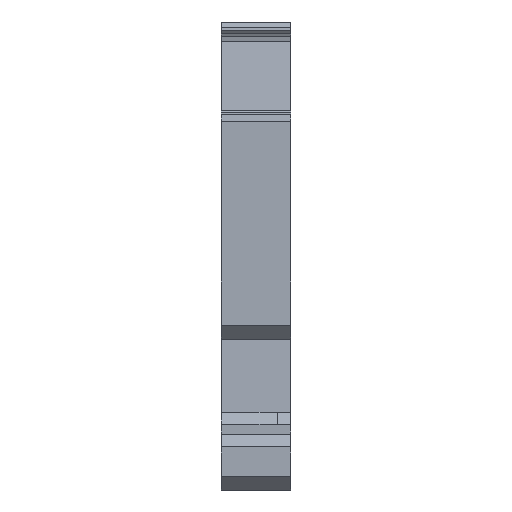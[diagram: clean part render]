
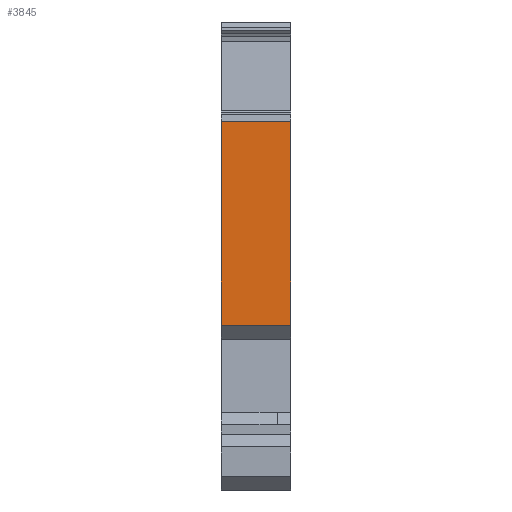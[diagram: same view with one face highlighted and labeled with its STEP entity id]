
A CAD part, left-side view. The second image highlights one B-rep face of the part: STEP entity #3845.
In plain terms, the highlighted free-form (B-spline) face has degree [1, 1] with [2, 2] control points.
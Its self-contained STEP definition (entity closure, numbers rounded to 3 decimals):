
#3766=CARTESIAN_POINT('',(-19.343,-5.2,21.717));
#3767=VERTEX_POINT('',#3766);
#3774=CARTESIAN_POINT('',(-19.343,-10.4,21.717));
#3775=VERTEX_POINT('',#3774);
#3776=CARTESIAN_POINT('',(-19.343,-10.4,21.717));
#3777=CARTESIAN_POINT('',(-19.343,-5.2,21.717));
#3778=B_SPLINE_CURVE_WITH_KNOTS('',1,(#3776,#3777),.POLYLINE_FORM.,.F.,.U.,(2,2),(0.,1.),.UNSPECIFIED.);
#3779=EDGE_CURVE('',#3775,#3767,#3778,.T.);
#3795=CARTESIAN_POINT('',(-19.343,-10.4,6.4));
#3796=VERTEX_POINT('',#3795);
#3797=CARTESIAN_POINT('',(-19.343,-5.2,6.4));
#3798=VERTEX_POINT('',#3797);
#3799=CARTESIAN_POINT('',(-19.343,-10.4,6.4));
#3800=CARTESIAN_POINT('',(-19.343,-5.2,6.4));
#3801=B_SPLINE_CURVE_WITH_KNOTS('',1,(#3799,#3800),.POLYLINE_FORM.,.F.,.U.,(2,2),(0.,1.),.UNSPECIFIED.);
#3802=EDGE_CURVE('',#3796,#3798,#3801,.T.);
#3818=CARTESIAN_POINT('',(-19.343,-10.4,21.717));
#3819=CARTESIAN_POINT('',(-19.343,-5.2,21.717));
#3820=CARTESIAN_POINT('',(-19.343,-10.4,6.4));
#3821=CARTESIAN_POINT('',(-19.343,-5.2,6.4));
#3822=B_SPLINE_SURFACE_WITH_KNOTS('',1,1,((#3818,#3819),(#3820,#3821)),.PLANE_SURF.,.F.,.F.,.U.,(2,2),(2,2),(0.,1.),(0.,1.),.UNSPECIFIED.);
#3823=CARTESIAN_POINT('',(-19.343,-10.4,21.717));
#3824=CARTESIAN_POINT('',(-19.343,-10.4,6.4));
#3825=B_SPLINE_CURVE_WITH_KNOTS('',1,(#3823,#3824),.POLYLINE_FORM.,.F.,.U.,(2,2),(0.,1.),.UNSPECIFIED.);
#3826=EDGE_CURVE('',#3775,#3796,#3825,.T.);
#3827=ORIENTED_EDGE('',*,*,#3826,.T.);
#3828=ORIENTED_EDGE('',*,*,#3802,.T.);
#3829=CARTESIAN_POINT('',(-19.343,-5.2,21.716));
#3830=VERTEX_POINT('',#3829);
#3831=CARTESIAN_POINT('',(-19.343,-5.2,21.716));
#3832=CARTESIAN_POINT('',(-19.343,-5.2,6.4));
#3833=B_SPLINE_CURVE_WITH_KNOTS('',1,(#3831,#3832),.POLYLINE_FORM.,.F.,.U.,(2,2),(0.,1.),.UNSPECIFIED.);
#3834=EDGE_CURVE('',#3830,#3798,#3833,.T.);
#3835=ORIENTED_EDGE('',*,*,#3834,.F.);
#3836=CARTESIAN_POINT('',(-19.343,-5.2,21.717));
#3837=CARTESIAN_POINT('',(-19.343,-5.2,21.716));
#3838=CARTESIAN_POINT('',(-19.343,-5.2,21.716));
#3839=(BOUNDED_CURVE()B_SPLINE_CURVE(2,(#3836,#3837,#3838),.CIRCULAR_ARC.,.F.,.U.)B_SPLINE_CURVE_WITH_KNOTS((3,3),(0.207,0.215),.UNSPECIFIED.)CURVE()GEOMETRIC_REPRESENTATION_ITEM()RATIONAL_B_SPLINE_CURVE((0.972,0.971,0.971))REPRESENTATION_ITEM(''));
#3840=EDGE_CURVE('',#3767,#3830,#3839,.T.);
#3841=ORIENTED_EDGE('',*,*,#3840,.F.);
#3842=ORIENTED_EDGE('',*,*,#3779,.F.);
#3843=EDGE_LOOP('',(#3827,#3828,#3835,#3841,#3842));
#3844=FACE_OUTER_BOUND('',#3843,.F.);
#3845=ADVANCED_FACE('',(#3844),#3822,.F.);
